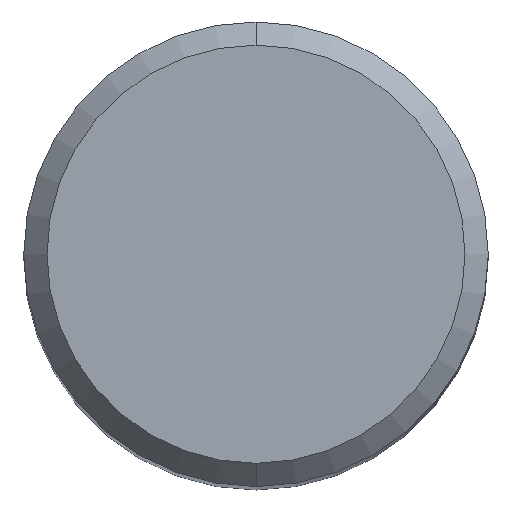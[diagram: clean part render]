
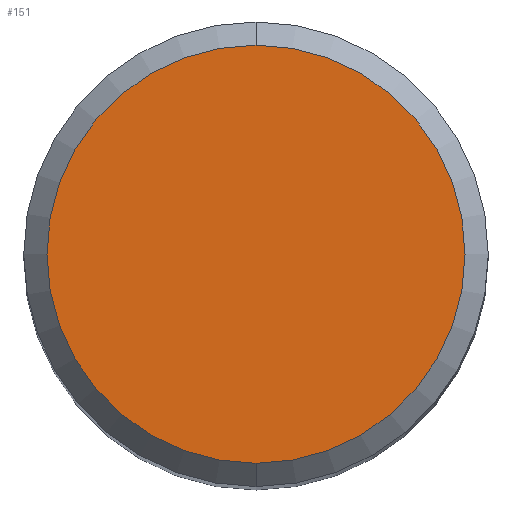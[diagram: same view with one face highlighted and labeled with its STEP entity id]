
A CAD part, top view. The second image highlights one B-rep face of the part: STEP entity #151.
In plain terms, the highlighted planar face has unit normal (0, 0, 1).
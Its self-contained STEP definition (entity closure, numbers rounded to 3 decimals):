
#111=VERTEX_POINT('',#264);
#151=ADVANCED_FACE('',(#307),#308,.T.);
#173=EDGE_CURVE('',#223,#111,#333,.T.);
#209=EDGE_CURVE('',#111,#223,#375,.T.);
#223=VERTEX_POINT('',#390);
#264=CARTESIAN_POINT('',(0.,-3.6,0.0));
#307=FACE_OUTER_BOUND('',#483,.T.);
#308=PLANE('',#484);
#333=CIRCLE('',#516,3.6);
#375=CIRCLE('',#570,3.6);
#390=CARTESIAN_POINT('',(0.0,3.6,0.0));
#483=EDGE_LOOP('',(#668,#669));
#484=AXIS2_PLACEMENT_3D('',#670,#671,#672);
#516=AXIS2_PLACEMENT_3D('',#704,#705,#706);
#570=AXIS2_PLACEMENT_3D('',#766,#767,#768);
#668=ORIENTED_EDGE('',*,*,#173,.F.);
#669=ORIENTED_EDGE('',*,*,#209,.F.);
#670=CARTESIAN_POINT('',(0.0,1.8,0.0));
#671=DIRECTION('',(-0.0,0.0,1.0));
#672=DIRECTION('',(0.0,-1.0,0.0));
#704=CARTESIAN_POINT('',(0.0,0.0,0.0));
#705=DIRECTION('',(0.0,0.0,-1.0));
#706=DIRECTION('',(0.0,1.0,0.0));
#766=CARTESIAN_POINT('',(0.0,0.0,0.0));
#767=DIRECTION('',(0.0,0.0,-1.0));
#768=DIRECTION('',(0.0,1.0,0.0));
